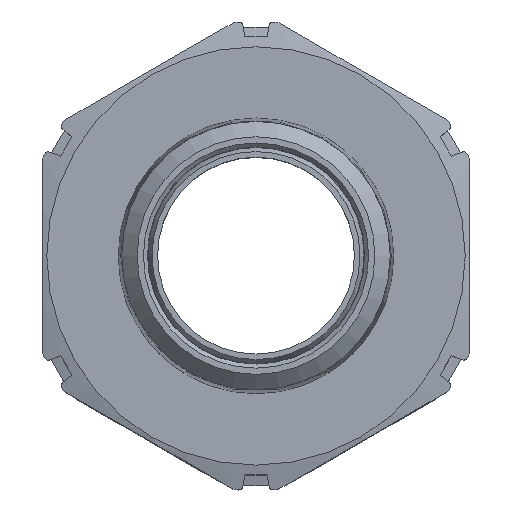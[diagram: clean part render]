
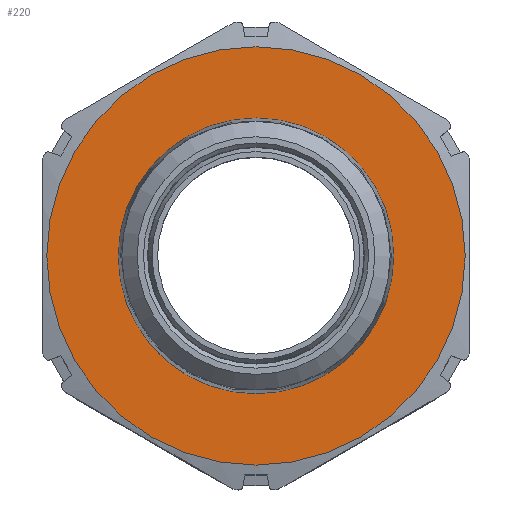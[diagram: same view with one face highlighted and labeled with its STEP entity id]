
A CAD part, top view. The second image highlights one B-rep face of the part: STEP entity #220.
In plain terms, the highlighted planar face has unit normal (0, 0, 1).
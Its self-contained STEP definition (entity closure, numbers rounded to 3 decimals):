
#220 = ADVANCED_FACE ( 'NONE', ( #951, #771 ), #2903, .T. ) ;
#352 = CARTESIAN_POINT ( 'NONE',  ( 16.8, 0., 33.2 ) ) ;
#397 = CARTESIAN_POINT ( 'NONE',  ( 0., 0., 33.2 ) ) ;
#515 = VERTEX_POINT ( 'NONE', #2486 ) ;
#573 = EDGE_LOOP ( 'NONE', ( #2578 ) ) ;
#706 = DIRECTION ( 'NONE',  ( 0., 0., 1. ) ) ;
#768 = CARTESIAN_POINT ( 'NONE',  ( 0., 0., 33.2 ) ) ;
#771 = FACE_BOUND ( 'NONE', #573, .T. ) ;
#951 = FACE_OUTER_BOUND ( 'NONE', #2212, .T. ) ;
#1345 = EDGE_CURVE ( 'NONE', #1806, #1806, #1584, .T. ) ;
#1584 = CIRCLE ( 'NONE', #3420, 16.8 ) ;
#1633 = DIRECTION ( 'NONE',  ( 1., 0., 0. ) ) ;
#1796 = ORIENTED_EDGE ( 'NONE', *, *, #1838, .F. ) ;
#1806 = VERTEX_POINT ( 'NONE', #352 ) ;
#1838 = EDGE_CURVE ( 'NONE', #515, #515, #3195, .T. ) ;
#2212 = EDGE_LOOP ( 'NONE', ( #1796 ) ) ;
#2486 = CARTESIAN_POINT ( 'NONE',  ( -25.5, 0., 33.2 ) ) ;
#2539 = CARTESIAN_POINT ( 'NONE',  ( 0., 33.474, 33.2 ) ) ;
#2578 = ORIENTED_EDGE ( 'NONE', *, *, #1345, .F. ) ;
#2895 = DIRECTION ( 'NONE',  ( 0., 0., -1. ) ) ;
#2903 = PLANE ( 'NONE',  #3610 ) ;
#2971 = DIRECTION ( 'NONE',  ( 1., 0., 0. ) ) ;
#3195 = CIRCLE ( 'NONE', #3722, 25.5 ) ;
#3233 = DIRECTION ( 'NONE',  ( -1., 0., 0. ) ) ;
#3420 = AXIS2_PLACEMENT_3D ( 'NONE', #768, #3864, #2971 ) ;
#3610 = AXIS2_PLACEMENT_3D ( 'NONE', #2539, #706, #1633 ) ;
#3722 = AXIS2_PLACEMENT_3D ( 'NONE', #397, #2895, #3233 ) ;
#3864 = DIRECTION ( 'NONE',  ( 0., 0., 1. ) ) ;
